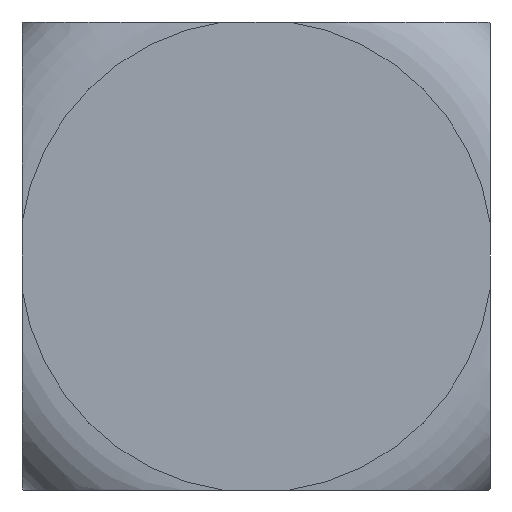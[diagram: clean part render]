
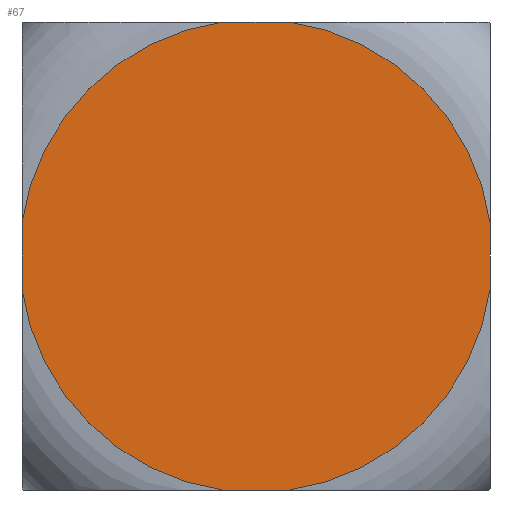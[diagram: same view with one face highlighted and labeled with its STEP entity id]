
A CAD part, left-side view. The second image highlights one B-rep face of the part: STEP entity #67.
In plain terms, the highlighted planar face has unit normal (-1, 0, 0).
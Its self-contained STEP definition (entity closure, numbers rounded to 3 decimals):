
#67 = ADVANCED_FACE( '', ( #143 ), #144, .F. );
#143 = FACE_OUTER_BOUND( '', #224, .T. );
#144 = PLANE( '', #225 );
#224 = EDGE_LOOP( '', ( #352, #353, #354, #355, #356, #357, #358, #359 ) );
#225 = AXIS2_PLACEMENT_3D( '', #360, #361, #362 );
#352 = ORIENTED_EDGE( '', *, *, #506, .F. );
#353 = ORIENTED_EDGE( '', *, *, #507, .F. );
#354 = ORIENTED_EDGE( '', *, *, #508, .F. );
#355 = ORIENTED_EDGE( '', *, *, #499, .F. );
#356 = ORIENTED_EDGE( '', *, *, #481, .F. );
#357 = ORIENTED_EDGE( '', *, *, #509, .F. );
#358 = ORIENTED_EDGE( '', *, *, #473, .F. );
#359 = ORIENTED_EDGE( '', *, *, #510, .F. );
#360 = CARTESIAN_POINT( '', ( 0., 0., 0. ) );
#361 = DIRECTION( '', ( 1., 0., 0. ) );
#362 = DIRECTION( '', ( 0., 0., -1. ) );
#473 = EDGE_CURVE( '', #558, #549, #560, .T. );
#481 = EDGE_CURVE( '', #572, #562, #574, .T. );
#499 = EDGE_CURVE( '', #562, #595, #598, .T. );
#506 = EDGE_CURVE( '', #609, #610, #611, .T. );
#507 = EDGE_CURVE( '', #612, #609, #613, .T. );
#508 = EDGE_CURVE( '', #595, #612, #614, .T. );
#509 = EDGE_CURVE( '', #549, #572, #615, .T. );
#510 = EDGE_CURVE( '', #610, #558, #616, .T. );
#549 = VERTEX_POINT( '', #658 );
#558 = VERTEX_POINT( '', #699 );
#560 = LINE( '', #726, #727 );
#562 = VERTEX_POINT( '', #729 );
#572 = VERTEX_POINT( '', #772 );
#574 = LINE( '', #799, #800 );
#595 = VERTEX_POINT( '', #824 );
#598 = CIRCLE( '', #852, 20.2 );
#609 = VERTEX_POINT( '', #865 );
#610 = VERTEX_POINT( '', #866 );
#611 = LINE( '', #867, #868 );
#612 = VERTEX_POINT( '', #869 );
#613 = CIRCLE( '', #870, 20.2 );
#614 = LINE( '', #871, #872 );
#615 = CIRCLE( '', #873, 20.2 );
#616 = CIRCLE( '', #874, 20.2 );
#658 = CARTESIAN_POINT( '', ( 0., -2.835, 20. ) );
#699 = CARTESIAN_POINT( '', ( 0., 2.835, 20. ) );
#726 = CARTESIAN_POINT( '', ( 0., 20., 20. ) );
#727 = VECTOR( '', #1011, 1000. );
#729 = CARTESIAN_POINT( '', ( 0., -20., -2.835 ) );
#772 = CARTESIAN_POINT( '', ( 0., -20., 2.835 ) );
#799 = CARTESIAN_POINT( '', ( 0., -20., 20. ) );
#800 = VECTOR( '', #1016, 1000. );
#824 = CARTESIAN_POINT( '', ( 0., -2.835, -20. ) );
#852 = AXIS2_PLACEMENT_3D( '', #1041, #1042, #1043 );
#865 = CARTESIAN_POINT( '', ( 0., 20., -2.835 ) );
#866 = CARTESIAN_POINT( '', ( 0., 20., 2.835 ) );
#867 = CARTESIAN_POINT( '', ( 0., 20., -20. ) );
#868 = VECTOR( '', #1052, 1000. );
#869 = CARTESIAN_POINT( '', ( 0., 2.835, -20. ) );
#870 = AXIS2_PLACEMENT_3D( '', #1053, #1054, #1055 );
#871 = CARTESIAN_POINT( '', ( 0., -20., -20. ) );
#872 = VECTOR( '', #1056, 1000. );
#873 = AXIS2_PLACEMENT_3D( '', #1057, #1058, #1059 );
#874 = AXIS2_PLACEMENT_3D( '', #1060, #1061, #1062 );
#1011 = DIRECTION( '', ( 0., -1., 0. ) );
#1016 = DIRECTION( '', ( 0., 0., -1. ) );
#1041 = CARTESIAN_POINT( '', ( 0., 0., 0. ) );
#1042 = DIRECTION( '', ( 1., 0., 0. ) );
#1043 = DIRECTION( '', ( 0., 0., -1. ) );
#1052 = DIRECTION( '', ( 0., 0., 1. ) );
#1053 = CARTESIAN_POINT( '', ( 0., 0., 0. ) );
#1054 = DIRECTION( '', ( 1., 0., 0. ) );
#1055 = DIRECTION( '', ( 0., 0., -1. ) );
#1056 = DIRECTION( '', ( 0., 1., 0. ) );
#1057 = CARTESIAN_POINT( '', ( 0., 0., 0. ) );
#1058 = DIRECTION( '', ( 1., 0., 0. ) );
#1059 = DIRECTION( '', ( 0., 0., -1. ) );
#1060 = CARTESIAN_POINT( '', ( 0., 0., 0. ) );
#1061 = DIRECTION( '', ( 1., 0., 0. ) );
#1062 = DIRECTION( '', ( 0., 0., -1. ) );
